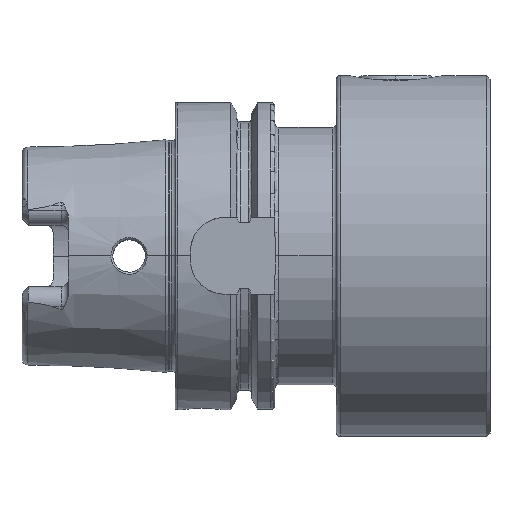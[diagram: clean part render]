
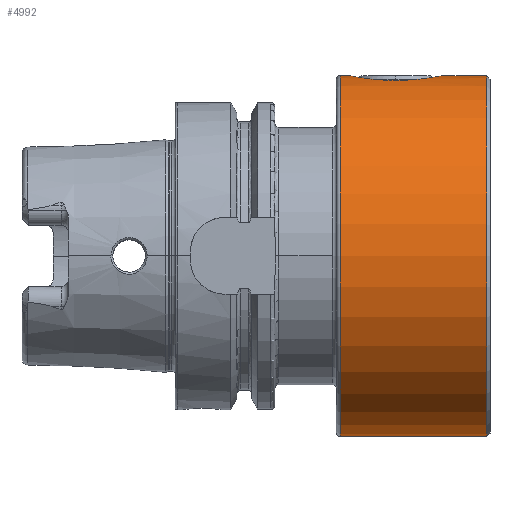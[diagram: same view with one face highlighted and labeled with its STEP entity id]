
A CAD part, top view. The second image highlights one B-rep face of the part: STEP entity #4992.
In plain terms, the highlighted cylindrical face has radius 47 mm (diameter 94 mm), a partial arc.
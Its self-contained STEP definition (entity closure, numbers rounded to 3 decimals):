
#232 = CARTESIAN_POINT ( 'NONE',  ( 45.222, 46.995, 0.758 ) ) ;
#280 = ORIENTED_EDGE ( 'NONE', *, *, #6435, .F. ) ;
#383 = ORIENTED_EDGE ( 'NONE', *, *, #2465, .F. ) ;
#510 = ORIENTED_EDGE ( 'NONE', *, *, #7442, .F. ) ;
#655 = ORIENTED_EDGE ( 'NONE', *, *, #4371, .T. ) ;
#727 = ORIENTED_EDGE ( 'NONE', *, *, #5974, .T. ) ;
#748 = ORIENTED_EDGE ( 'NONE', *, *, #4302, .F. ) ;
#797 = AXIS2_PLACEMENT_3D ( 'NONE', #7972, #7945, #7919 ) ;
#940 = EDGE_LOOP ( 'NONE', ( #655, #727, #383, #280, #510, #748, #1085 ) ) ;
#1085 = ORIENTED_EDGE ( 'NONE', *, *, #2716, .F. ) ;
#1413 = VERTEX_POINT ( 'NONE', #1978 ) ;
#1695 = LINE ( 'NONE', #8291, #1723 ) ;
#1723 = VECTOR ( 'NONE', #8058, 1000. ) ;
#1978 = CARTESIAN_POINT ( 'NONE',  ( 43., 47., 0. ) ) ;
#2086 = CIRCLE ( 'NONE', #797, 47. ) ;
#2465 = EDGE_CURVE ( 'NONE', #6539, #8211, #2086, .T. ) ;
#2490 = CARTESIAN_POINT ( 'NONE',  ( 57.45, 45.705, 10.955 ) ) ;
#2593 = CARTESIAN_POINT ( 'NONE',  ( 43., -47., 0. ) ) ;
#2716 = EDGE_CURVE ( 'NONE', #1413, #8346, #1695, .T. ) ;
#2797 = LINE ( 'NONE', #8318, #2885 ) ;
#2885 = VECTOR ( 'NONE', #8348, 1000. ) ;
#3054 = CARTESIAN_POINT ( 'NONE',  ( 81.1, -47., 0. ) ) ;
#3598 = CARTESIAN_POINT ( 'NONE',  ( 69.7, 47., 0. ) ) ;
#3599 = AXIS2_PLACEMENT_3D ( 'NONE', #8497, #8678, #8554 ) ;
#3607 = CARTESIAN_POINT ( 'NONE',  ( 69.7, 47., 0.769 ) ) ;
#3616 = CARTESIAN_POINT ( 'NONE',  ( 69.61, 46.981, 1.523 ) ) ;
#3617 = CARTESIAN_POINT ( 'NONE',  ( 69.346, 46.928, 2.631 ) ) ;
#3625 = CARTESIAN_POINT ( 'NONE',  ( 69.237, 46.906, 2.997 ) ) ;
#3634 = CARTESIAN_POINT ( 'NONE',  ( 68.974, 46.854, 3.721 ) ) ;
#3643 = CARTESIAN_POINT ( 'NONE',  ( 68.824, 46.825, 4.071 ) ) ;
#3646 = CARTESIAN_POINT ( 'NONE',  ( 68.32, 46.729, 5.089 ) ) ;
#3663 = CARTESIAN_POINT ( 'NONE',  ( 67.915, 46.654, 5.724 ) ) ;
#3664 = CARTESIAN_POINT ( 'NONE',  ( 67.208, 46.533, 6.615 ) ) ;
#3674 = CARTESIAN_POINT ( 'NONE',  ( 66.954, 46.491, 6.904 ) ) ;
#3679 = CARTESIAN_POINT ( 'NONE',  ( 66.424, 46.407, 7.449 ) ) ;
#3681 = CARTESIAN_POINT ( 'NONE',  ( 66.147, 46.364, 7.707 ) ) ;
#3694 = CARTESIAN_POINT ( 'NONE',  ( 65.284, 46.239, 8.437 ) ) ;
#3696 = CARTESIAN_POINT ( 'NONE',  ( 64.665, 46.157, 8.868 ) ) ;
#3708 = CARTESIAN_POINT ( 'NONE',  ( 63.674, 46.044, 9.432 ) ) ;
#3714 = CARTESIAN_POINT ( 'NONE',  ( 63.331, 46.008, 9.607 ) ) ;
#3716 = CARTESIAN_POINT ( 'NONE',  ( 62.638, 45.941, 9.923 ) ) ;
#3721 = VECTOR ( 'NONE', #7454, 1000. ) ;
#3727 = CARTESIAN_POINT ( 'NONE',  ( 62.287, 45.91, 10.064 ) ) ;
#3730 = CARTESIAN_POINT ( 'NONE',  ( 61.217, 45.826, 10.443 ) ) ;
#3732 = CARTESIAN_POINT ( 'NONE',  ( 69.7, 47., 0. ) ) ;
#3738 = CARTESIAN_POINT ( 'NONE',  ( 60.483, 45.781, 10.634 ) ) ;
#3745 = CARTESIAN_POINT ( 'NONE',  ( 59.353, 45.736, 10.827 ) ) ;
#3754 = CARTESIAN_POINT ( 'NONE',  ( 58.97, 45.724, 10.875 ) ) ;
#3765 = CARTESIAN_POINT ( 'NONE',  ( 58.209, 45.709, 10.939 ) ) ;
#3773 = CARTESIAN_POINT ( 'NONE',  ( 57.829, 45.705, 10.955 ) ) ;
#3784 = CARTESIAN_POINT ( 'NONE',  ( 57.45, 45.705, 10.955 ) ) ;
#3876 = LINE ( 'NONE', #7615, #3721 ) ;
#4302 = EDGE_CURVE ( 'NONE', #8346, #7661, #4879, .T. ) ;
#4371 = EDGE_CURVE ( 'NONE', #1413, #7649, #7924, .T. ) ;
#4595 = VERTEX_POINT ( 'NONE', #3732 ) ;
#4879 = B_SPLINE_CURVE_WITH_KNOTS ( 'NONE', 3,
 ( #8202, #8242, #232, #8184, #8130, #8105, #8060, #8021, #7956, #7943, #7904, #7892, #7878, #7862, #7845, #7813, #7805, #7799, #7789, #7778, #7772, #7749, #7702, #7688 ),
 .UNSPECIFIED., .F., .F.,
 ( 4, 2, 2, 2, 2, 2, 2, 2, 2, 2, 2, 4 ),
 ( 0.009, 0.011, 0.012, 0.014, 0.016, 0.018, 0.021, 0.022, 0.023, 0.024, 0.025, 0.028 ),
 .UNSPECIFIED. ) ;
#4992 = ADVANCED_FACE ( 'NONE', ( #6589 ), #6523, .T. ) ;
#5116 = AXIS2_PLACEMENT_3D ( 'NONE', #7008, #6946, #6885 ) ;
#5427 = B_SPLINE_CURVE_WITH_KNOTS ( 'NONE', 3,
 ( #3784, #3773, #3765, #3754, #3745, #3738, #3730, #3727, #3716, #3714, #3708, #3696, #3694, #3681, #3679, #3674, #3664, #3663, #3646, #3643, #3634, #3625, #3617, #3616, #3607, #3598 ),
 .UNSPECIFIED., .F., .F.,
 ( 4, 2, 2, 2, 2, 2, 2, 2, 2, 2, 2, 2, 4 ),
 ( 0.028, 0.029, 0.03, 0.032, 0.033, 0.034, 0.037, 0.038, 0.039, 0.041, 0.042, 0.044, 0.046 ),
 .UNSPECIFIED. ) ;
#5974 = EDGE_CURVE ( 'NONE', #7649, #8211, #3876, .T. ) ;
#6435 = EDGE_CURVE ( 'NONE', #4595, #6539, #2797, .T. ) ;
#6523 = CYLINDRICAL_SURFACE ( 'NONE', #3599, 47. ) ;
#6539 = VERTEX_POINT ( 'NONE', #8078 ) ;
#6589 = FACE_OUTER_BOUND ( 'NONE', #940, .T. ) ;
#6885 = DIRECTION ( 'NONE',  ( 0., 1., 0. ) ) ;
#6946 = DIRECTION ( 'NONE',  ( 1., 0., 0. ) ) ;
#7008 = CARTESIAN_POINT ( 'NONE',  ( 43., 0., 0. ) ) ;
#7442 = EDGE_CURVE ( 'NONE', #7661, #4595, #5427, .T. ) ;
#7454 = DIRECTION ( 'NONE',  ( 1., 0., 0. ) ) ;
#7615 = CARTESIAN_POINT ( 'NONE',  ( 82., -47., 0. ) ) ;
#7640 = CARTESIAN_POINT ( 'NONE',  ( 45.2, 47., 0. ) ) ;
#7649 = VERTEX_POINT ( 'NONE', #2593 ) ;
#7661 = VERTEX_POINT ( 'NONE', #2490 ) ;
#7688 = CARTESIAN_POINT ( 'NONE',  ( 57.45, 45.705, 10.955 ) ) ;
#7702 = CARTESIAN_POINT ( 'NONE',  ( 56.693, 45.705, 10.955 ) ) ;
#7749 = CARTESIAN_POINT ( 'NONE',  ( 55.937, 45.721, 10.893 ) ) ;
#7772 = CARTESIAN_POINT ( 'NONE',  ( 54.806, 45.766, 10.7 ) ) ;
#7778 = CARTESIAN_POINT ( 'NONE',  ( 54.431, 45.785, 10.62 ) ) ;
#7789 = CARTESIAN_POINT ( 'NONE',  ( 53.695, 45.828, 10.429 ) ) ;
#7799 = CARTESIAN_POINT ( 'NONE',  ( 53.333, 45.853, 10.319 ) ) ;
#7805 = CARTESIAN_POINT ( 'NONE',  ( 52.62, 45.909, 10.067 ) ) ;
#7813 = CARTESIAN_POINT ( 'NONE',  ( 52.269, 45.94, 9.926 ) ) ;
#7845 = CARTESIAN_POINT ( 'NONE',  ( 51.579, 46.007, 9.612 ) ) ;
#7862 = CARTESIAN_POINT ( 'NONE',  ( 51.238, 46.043, 9.439 ) ) ;
#7878 = CARTESIAN_POINT ( 'NONE',  ( 50.244, 46.156, 8.874 ) ) ;
#7892 = CARTESIAN_POINT ( 'NONE',  ( 49.623, 46.238, 8.443 ) ) ;
#7904 = CARTESIAN_POINT ( 'NONE',  ( 48.469, 46.406, 7.467 ) ) ;
#7919 = DIRECTION ( 'NONE',  ( 0., 1., 0. ) ) ;
#7924 = CIRCLE ( 'NONE', #5116, 47. ) ;
#7943 = CARTESIAN_POINT ( 'NONE',  ( 47.932, 46.492, 6.917 ) ) ;
#7945 = DIRECTION ( 'NONE',  ( 1., 0., 0. ) ) ;
#7956 = CARTESIAN_POINT ( 'NONE',  ( 46.991, 46.653, 5.732 ) ) ;
#7972 = CARTESIAN_POINT ( 'NONE',  ( 81.1, 0., 0. ) ) ;
#8021 = CARTESIAN_POINT ( 'NONE',  ( 46.582, 46.728, 5.093 ) ) ;
#8058 = DIRECTION ( 'NONE',  ( 1., 0., 0. ) ) ;
#8060 = CARTESIAN_POINT ( 'NONE',  ( 45.903, 46.858, 3.72 ) ) ;
#8078 = CARTESIAN_POINT ( 'NONE',  ( 81.1, 47., 0. ) ) ;
#8105 = CARTESIAN_POINT ( 'NONE',  ( 45.644, 46.91, 3.008 ) ) ;
#8130 = CARTESIAN_POINT ( 'NONE',  ( 45.379, 46.963, 1.898 ) ) ;
#8184 = CARTESIAN_POINT ( 'NONE',  ( 45.312, 46.977, 1.519 ) ) ;
#8202 = CARTESIAN_POINT ( 'NONE',  ( 45.2, 47., 0. ) ) ;
#8211 = VERTEX_POINT ( 'NONE', #3054 ) ;
#8242 = CARTESIAN_POINT ( 'NONE',  ( 45.2, 47., 0.379 ) ) ;
#8291 = CARTESIAN_POINT ( 'NONE',  ( 82., 47., 0. ) ) ;
#8318 = CARTESIAN_POINT ( 'NONE',  ( 82., 47., 0. ) ) ;
#8346 = VERTEX_POINT ( 'NONE', #7640 ) ;
#8348 = DIRECTION ( 'NONE',  ( 1., 0., 0. ) ) ;
#8497 = CARTESIAN_POINT ( 'NONE',  ( 82., 0., 0. ) ) ;
#8554 = DIRECTION ( 'NONE',  ( 0., 1., 0. ) ) ;
#8678 = DIRECTION ( 'NONE',  ( 1., 0., 0. ) ) ;
